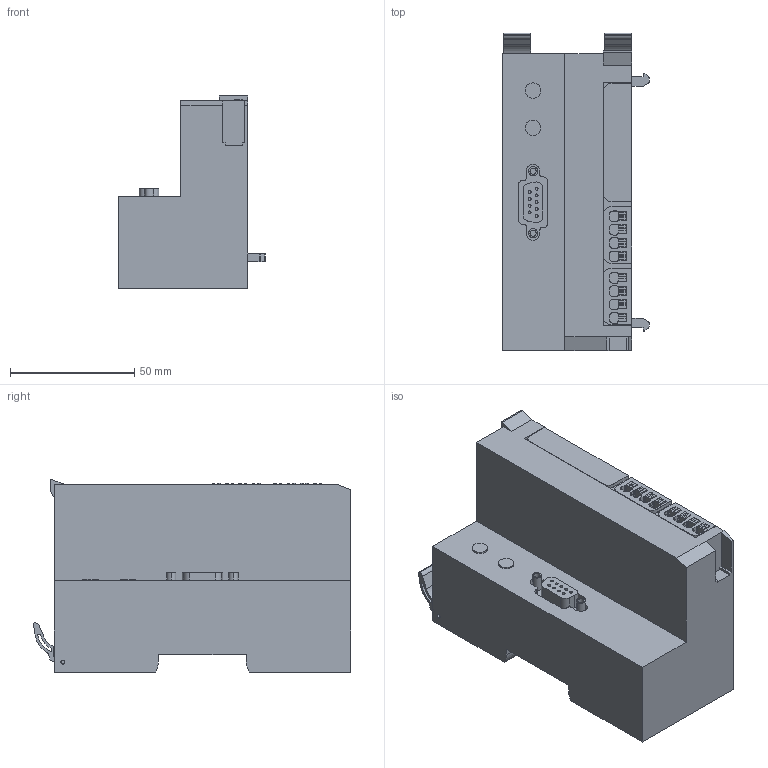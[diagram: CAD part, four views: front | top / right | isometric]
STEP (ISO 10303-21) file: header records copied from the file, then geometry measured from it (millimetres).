
FILE_DESCRIPTION(('CATIA V5 STEP Exchange','CAx-IF Rec.Pracs.--- Model Styling and Organization---1.4--- 2014-01-23'),'2;1');
FILE_NAME ('D1360485_1', '2019-01-31T15:37:46+00:00', ('none'), ('Weidmueller'), 'CATIA Version 5-6 Release 2016 SP3 HF44', 'CATIA V5 STEP AP214', 'none');
FILE_SCHEMA(('AUTOMOTIVE_DESIGN { 1 0 10303 214 1 1 1 1 }'));
Length unit declared in the file: millimetre
Products named in the file (1): 2614380000
Bounding box: 59 x 127.88 x 77.45 mm (x, y, z)
Volume: 339564.7 mm3; surface area: 42870.3 mm2
Topology: 15 solids, 15 shells, 573 faces, 1531 edges, 1020 vertices
Faces by surface type: plane 367, cylinder 206
Entity records: 18334 total; most frequent: CARTESIAN_POINT 3372, ORIENTED_EDGE 3062, DIRECTION 2647, EDGE_CURVE 1531, VECTOR 1119, LINE 1119, VERTEX_POINT 1020, AXIS2_PLACEMENT_3D 957
